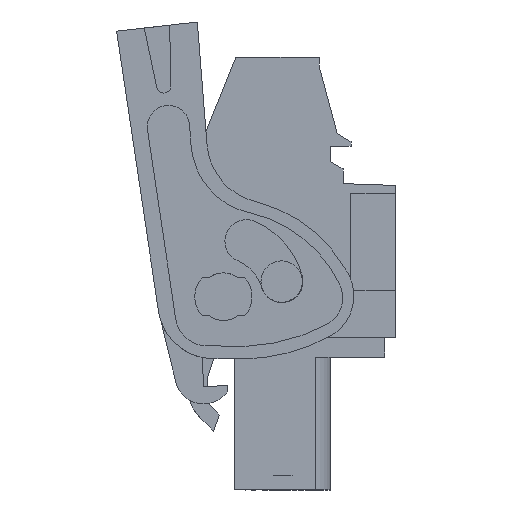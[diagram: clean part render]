
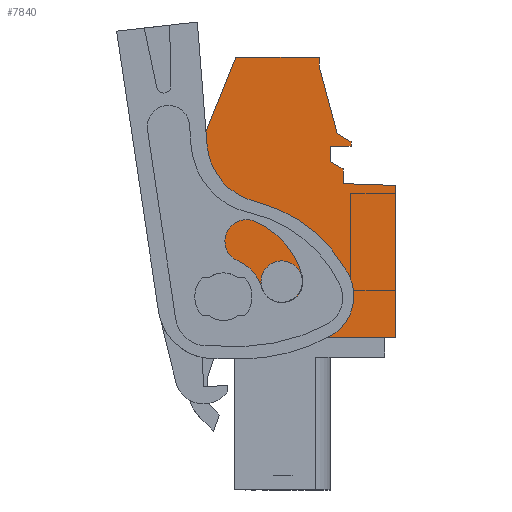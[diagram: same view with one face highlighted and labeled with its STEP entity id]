
A CAD part, left-side view. The second image highlights one B-rep face of the part: STEP entity #7840.
In plain terms, the highlighted planar face has unit normal (-1, 0, 0).
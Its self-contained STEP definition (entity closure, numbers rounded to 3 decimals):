
#7704=AXIS2_PLACEMENT_3D('Plane Axis2P3D',#7701,#7702,#7703) ;
#7806=AXIS2_PLACEMENT_3D('Circle Axis2P3D',#7804,#7805,$) ;
#7815=AXIS2_PLACEMENT_3D('Circle Axis2P3D',#7813,#7814,$) ;
#7824=AXIS2_PLACEMENT_3D('Circle Axis2P3D',#7822,#7823,$) ;
#7833=AXIS2_PLACEMENT_3D('Circle Axis2P3D',#7831,#7832,$) ;
#6496=CARTESIAN_POINT('Vertex',(4.85,14.05,9.599)) ;
#6499=CARTESIAN_POINT('Line Origine',(4.85,14.05,13.424)) ;
#6503=CARTESIAN_POINT('Vertex',(4.85,14.05,17.249)) ;
#7413=CARTESIAN_POINT('Line Origine',(4.85,7.025,9.599)) ;
#7417=CARTESIAN_POINT('Vertex',(4.85,0.,9.599)) ;
#7701=CARTESIAN_POINT('Axis2P3D Location',(4.85,0.,0.)) ;
#7706=CARTESIAN_POINT('Line Origine',(4.85,3.287,19.724)) ;
#7710=CARTESIAN_POINT('Vertex',(4.85,3.287,19.262)) ;
#7712=CARTESIAN_POINT('Vertex',(4.85,3.287,20.187)) ;
#7715=CARTESIAN_POINT('Line Origine',(4.85,3.687,20.418)) ;
#7719=CARTESIAN_POINT('Vertex',(4.85,4.087,20.649)) ;
#7722=CARTESIAN_POINT('Line Origine',(4.85,4.087,21.124)) ;
#7726=CARTESIAN_POINT('Vertex',(4.85,4.087,21.599)) ;
#7729=CARTESIAN_POINT('Line Origine',(4.85,3.437,21.599)) ;
#7733=CARTESIAN_POINT('Vertex',(4.85,2.787,21.599)) ;
#7736=CARTESIAN_POINT('Line Origine',(4.85,2.787,21.749)) ;
#7740=CARTESIAN_POINT('Vertex',(4.85,2.787,21.899)) ;
#7743=CARTESIAN_POINT('Line Origine',(4.85,3.22,22.149)) ;
#7747=CARTESIAN_POINT('Vertex',(4.85,3.653,22.399)) ;
#7750=CARTESIAN_POINT('Line Origine',(4.85,4.222,24.524)) ;
#7754=CARTESIAN_POINT('Vertex',(4.85,4.792,26.649)) ;
#7757=CARTESIAN_POINT('Line Origine',(4.85,4.792,26.924)) ;
#7761=CARTESIAN_POINT('Vertex',(4.85,4.792,27.199)) ;
#7764=CARTESIAN_POINT('Line Origine',(4.85,7.411,27.199)) ;
#7768=CARTESIAN_POINT('Vertex',(4.85,10.03,27.199)) ;
#7771=CARTESIAN_POINT('Line Origine',(4.85,12.04,22.224)) ;
#7776=CARTESIAN_POINT('Line Origine',(4.85,0.,14.373)) ;
#7780=CARTESIAN_POINT('Vertex',(4.85,0.,19.147)) ;
#7783=CARTESIAN_POINT('Line Origine',(4.85,1.643,19.204)) ;
#7804=CARTESIAN_POINT('Axis2P3D Location',(4.85,7.152,13.104)) ;
#7808=CARTESIAN_POINT('Vertex',(4.85,8.452,13.104)) ;
#7810=CARTESIAN_POINT('Vertex',(4.85,5.852,13.104)) ;
#7813=CARTESIAN_POINT('Axis2P3D Location',(4.85,7.152,13.104)) ;
#7822=CARTESIAN_POINT('Axis2P3D Location',(4.85,10.812,12.154)) ;
#7826=CARTESIAN_POINT('Vertex',(4.85,10.812,10.654)) ;
#7828=CARTESIAN_POINT('Vertex',(4.85,10.812,13.654)) ;
#7831=CARTESIAN_POINT('Axis2P3D Location',(4.85,10.812,12.154)) ;
#6500=DIRECTION('Vector Direction',(0.,0.,1.)) ;
#7414=DIRECTION('Vector Direction',(0.,1.,0.)) ;
#7702=DIRECTION('Axis2P3D Direction',(-1.,0.,0.)) ;
#7703=DIRECTION('Axis2P3D XDirection',(0.,0.,1.)) ;
#7707=DIRECTION('Vector Direction',(0.,0.,-1.)) ;
#7716=DIRECTION('Vector Direction',(0.,-0.866,-0.5)) ;
#7723=DIRECTION('Vector Direction',(0.,0.,-1.)) ;
#7730=DIRECTION('Vector Direction',(0.,1.,0.)) ;
#7737=DIRECTION('Vector Direction',(0.,0.,-1.)) ;
#7744=DIRECTION('Vector Direction',(0.,-0.866,-0.5)) ;
#7751=DIRECTION('Vector Direction',(0.,-0.259,-0.966)) ;
#7758=DIRECTION('Vector Direction',(0.,0.,-1.)) ;
#7765=DIRECTION('Vector Direction',(0.,-1.,0.)) ;
#7772=DIRECTION('Vector Direction',(0.,0.375,-0.927)) ;
#7777=DIRECTION('Vector Direction',(0.,0.,1.)) ;
#7784=DIRECTION('Vector Direction',(0.,-0.999,-0.035)) ;
#7805=DIRECTION('Axis2P3D Direction',(-1.,0.,0.)) ;
#7814=DIRECTION('Axis2P3D Direction',(-1.,0.,0.)) ;
#7823=DIRECTION('Axis2P3D Direction',(-1.,0.,0.)) ;
#7832=DIRECTION('Axis2P3D Direction',(-1.,0.,0.)) ;
#6501=VECTOR('Line Direction',#6500,1.) ;
#7415=VECTOR('Line Direction',#7414,1.) ;
#7708=VECTOR('Line Direction',#7707,1.) ;
#7717=VECTOR('Line Direction',#7716,1.) ;
#7724=VECTOR('Line Direction',#7723,1.) ;
#7731=VECTOR('Line Direction',#7730,1.) ;
#7738=VECTOR('Line Direction',#7737,1.) ;
#7745=VECTOR('Line Direction',#7744,1.) ;
#7752=VECTOR('Line Direction',#7751,1.) ;
#7759=VECTOR('Line Direction',#7758,1.) ;
#7766=VECTOR('Line Direction',#7765,1.) ;
#7773=VECTOR('Line Direction',#7772,1.) ;
#7778=VECTOR('Line Direction',#7777,1.) ;
#7785=VECTOR('Line Direction',#7784,1.) ;
#7789=ORIENTED_EDGE('',*,*,#7714,.T.) ;
#7790=ORIENTED_EDGE('',*,*,#7721,.T.) ;
#7791=ORIENTED_EDGE('',*,*,#7728,.T.) ;
#7792=ORIENTED_EDGE('',*,*,#7735,.T.) ;
#7793=ORIENTED_EDGE('',*,*,#7742,.T.) ;
#7794=ORIENTED_EDGE('',*,*,#7749,.T.) ;
#7795=ORIENTED_EDGE('',*,*,#7756,.T.) ;
#7796=ORIENTED_EDGE('',*,*,#7763,.T.) ;
#7797=ORIENTED_EDGE('',*,*,#7770,.T.) ;
#7798=ORIENTED_EDGE('',*,*,#7775,.T.) ;
#7799=ORIENTED_EDGE('',*,*,#6505,.T.) ;
#7800=ORIENTED_EDGE('',*,*,#7419,.T.) ;
#7801=ORIENTED_EDGE('',*,*,#7782,.T.) ;
#7802=ORIENTED_EDGE('',*,*,#7787,.T.) ;
#7819=ORIENTED_EDGE('',*,*,#7812,.F.) ;
#7820=ORIENTED_EDGE('',*,*,#7817,.F.) ;
#7837=ORIENTED_EDGE('',*,*,#7830,.F.) ;
#7838=ORIENTED_EDGE('',*,*,#7835,.F.) ;
#7821=FACE_BOUND('',#7818,.T.) ;
#7839=FACE_BOUND('',#7836,.T.) ;
#7840=ADVANCED_FACE('HOUSING',(#7803,#7821,#7839),#7705,.T.) ;
#7807=CIRCLE('generated circle',#7806,1.3) ;
#7816=CIRCLE('generated circle',#7815,1.3) ;
#7825=CIRCLE('generated circle',#7824,1.5) ;
#7834=CIRCLE('generated circle',#7833,1.5) ;
#6505=EDGE_CURVE('',#6504,#6497,#6502,.F.) ;
#7419=EDGE_CURVE('',#6497,#7418,#7416,.F.) ;
#7714=EDGE_CURVE('',#7711,#7713,#7709,.F.) ;
#7721=EDGE_CURVE('',#7713,#7720,#7718,.F.) ;
#7728=EDGE_CURVE('',#7720,#7727,#7725,.F.) ;
#7735=EDGE_CURVE('',#7727,#7734,#7732,.F.) ;
#7742=EDGE_CURVE('',#7734,#7741,#7739,.F.) ;
#7749=EDGE_CURVE('',#7741,#7748,#7746,.F.) ;
#7756=EDGE_CURVE('',#7748,#7755,#7753,.F.) ;
#7763=EDGE_CURVE('',#7755,#7762,#7760,.F.) ;
#7770=EDGE_CURVE('',#7762,#7769,#7767,.F.) ;
#7775=EDGE_CURVE('',#7769,#6504,#7774,.T.) ;
#7782=EDGE_CURVE('',#7418,#7781,#7779,.T.) ;
#7787=EDGE_CURVE('',#7781,#7711,#7786,.F.) ;
#7812=EDGE_CURVE('',#7809,#7811,#7807,.T.) ;
#7817=EDGE_CURVE('',#7811,#7809,#7816,.T.) ;
#7830=EDGE_CURVE('',#7827,#7829,#7825,.T.) ;
#7835=EDGE_CURVE('',#7829,#7827,#7834,.T.) ;
#7788=EDGE_LOOP('',(#7789,#7790,#7791,#7792,#7793,#7794,#7795,#7796,#7797,#7798,#7799,#7800,#7801,#7802)) ;
#7818=EDGE_LOOP('',(#7819,#7820)) ;
#7836=EDGE_LOOP('',(#7837,#7838)) ;
#7803=FACE_OUTER_BOUND('',#7788,.T.) ;
#6502=LINE('Line',#6499,#6501) ;
#7416=LINE('Line',#7413,#7415) ;
#7709=LINE('Line',#7706,#7708) ;
#7718=LINE('Line',#7715,#7717) ;
#7725=LINE('Line',#7722,#7724) ;
#7732=LINE('Line',#7729,#7731) ;
#7739=LINE('Line',#7736,#7738) ;
#7746=LINE('Line',#7743,#7745) ;
#7753=LINE('Line',#7750,#7752) ;
#7760=LINE('Line',#7757,#7759) ;
#7767=LINE('Line',#7764,#7766) ;
#7774=LINE('Line',#7771,#7773) ;
#7779=LINE('Line',#7776,#7778) ;
#7786=LINE('Line',#7783,#7785) ;
#7705=PLANE('',#7704) ;
#6497=VERTEX_POINT('',#6496) ;
#6504=VERTEX_POINT('',#6503) ;
#7418=VERTEX_POINT('',#7417) ;
#7711=VERTEX_POINT('',#7710) ;
#7713=VERTEX_POINT('',#7712) ;
#7720=VERTEX_POINT('',#7719) ;
#7727=VERTEX_POINT('',#7726) ;
#7734=VERTEX_POINT('',#7733) ;
#7741=VERTEX_POINT('',#7740) ;
#7748=VERTEX_POINT('',#7747) ;
#7755=VERTEX_POINT('',#7754) ;
#7762=VERTEX_POINT('',#7761) ;
#7769=VERTEX_POINT('',#7768) ;
#7781=VERTEX_POINT('',#7780) ;
#7809=VERTEX_POINT('',#7808) ;
#7811=VERTEX_POINT('',#7810) ;
#7827=VERTEX_POINT('',#7826) ;
#7829=VERTEX_POINT('',#7828) ;
